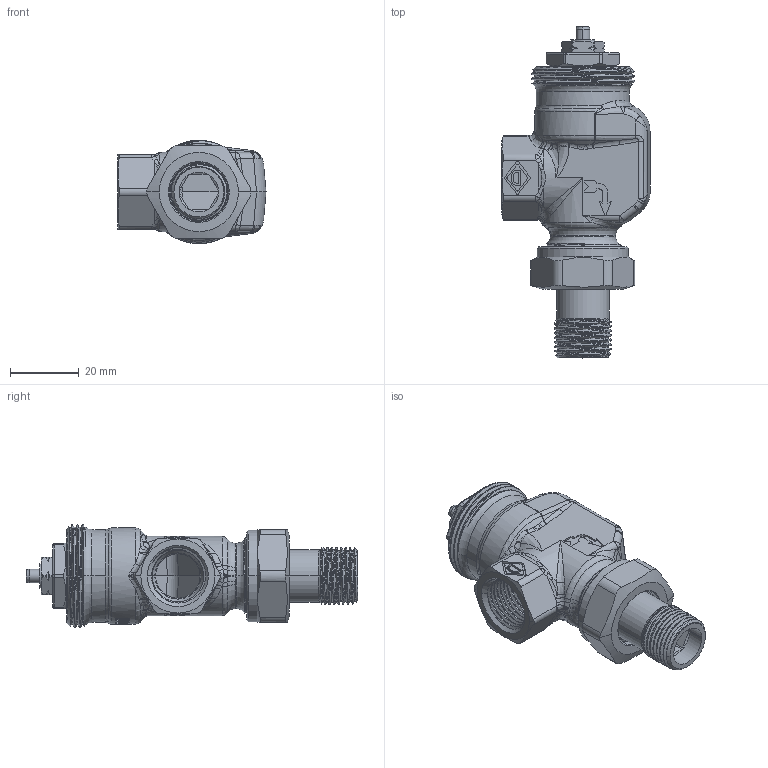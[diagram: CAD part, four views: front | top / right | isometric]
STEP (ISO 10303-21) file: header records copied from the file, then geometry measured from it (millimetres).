
FILE_DESCRIPTION((''),'2;1');
FILE_NAME('2245-01-000-GEWINDE-Z_SW0001','2016-06-01T',('marann'),(''),'PRO/ENGINEER BY PARAMETRIC TECHNOLOGY CORPORATION, 2011490','PRO/ENGINEER BY PARAMETRIC TECHNOLOGY CORPORATION, 2011490','');
FILE_SCHEMA(('CONFIG_CONTROL_DESIGN'));
Products named in the file (1): 2245-01-000-GEWINDE-Z_SW0001
Bounding box: 43 x 96.4 x 30 mm (x, y, z)
Volume: 29633.5 mm3; surface area: 20740.2 mm2
Topology: 2 solids, 2 shells, 949 faces, 2336 edges, 1421 vertices
Faces by surface type: cylinder 265, bspline 247, plane 229, cone 113, torus 79, sphere 16
Entity records: 54740 total; most frequent: CARTESIAN_POINT 34448, ORIENTED_EDGE 4668, DIRECTION 3613, EDGE_CURVE 2334, VERTEX_POINT 1421, AXIS2_PLACEMENT_3D 1415, EDGE_LOOP 987, FACE_OUTER_BOUND 949
